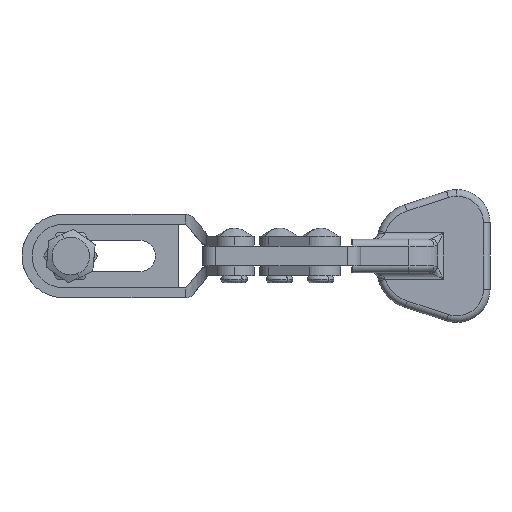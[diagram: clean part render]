
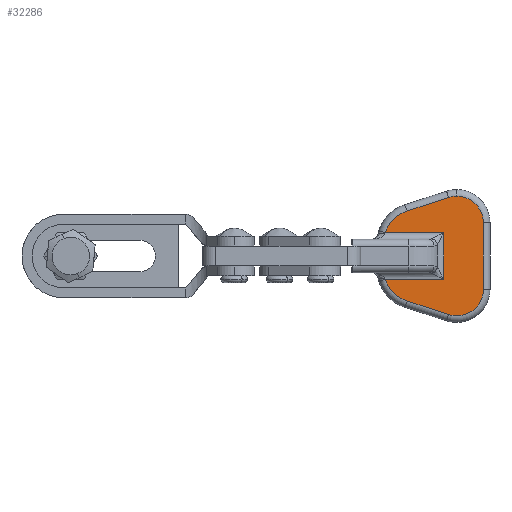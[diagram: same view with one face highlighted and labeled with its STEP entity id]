
A CAD part, front view. The second image highlights one B-rep face of the part: STEP entity #32286.
In plain terms, the highlighted face is planar.
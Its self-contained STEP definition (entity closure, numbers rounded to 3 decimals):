
#573 = FACE_OUTER_BOUND ( 'NONE', #20337, .T. ) ;
#782 = CARTESIAN_POINT ( 'NONE',  ( 17.977, 2.2, 6.389 ) ) ;
#992 = ORIENTED_EDGE ( 'NONE', *, *, #13388, .T. ) ;
#1203 = DIRECTION ( 'NONE',  ( 0., -1., 0. ) ) ;
#1214 = DIRECTION ( 'NONE',  ( 0., -1., 0. ) ) ;
#1335 = VERTEX_POINT ( 'NONE', #25202 ) ;
#1898 = LINE ( 'NONE', #31026, #21406 ) ;
#2083 = DIRECTION ( 'NONE',  ( -1., 0., 0. ) ) ;
#2433 = VERTEX_POINT ( 'NONE', #6019 ) ;
#2816 = AXIS2_PLACEMENT_3D ( 'NONE', #16443, #1203, #19007 ) ;
#2911 = CIRCLE ( 'NONE', #27831, 5. ) ;
#3102 = ORIENTED_EDGE ( 'NONE', *, *, #19269, .T. ) ;
#3335 = DIRECTION ( 'NONE',  ( 0.952, 0., -0.307 ) ) ;
#3380 = CARTESIAN_POINT ( 'NONE',  ( 19.153, 2.2, 6.769 ) ) ;
#3505 = CARTESIAN_POINT ( 'NONE',  ( 23.995, 2.2, 3.5 ) ) ;
#3587 = AXIS2_PLACEMENT_3D ( 'NONE', #7355, #25124, #9941 ) ;
#3696 = CARTESIAN_POINT ( 'NONE',  ( 24.697, 2.2, 3.5 ) ) ;
#4650 = LINE ( 'NONE', #19049, #28467 ) ;
#4982 = CARTESIAN_POINT ( 'NONE',  ( 19.153, 2.2, -6.769 ) ) ;
#5208 = CARTESIAN_POINT ( 'NONE',  ( 30.69, 2.2, 5. ) ) ;
#5525 = CARTESIAN_POINT ( 'NONE',  ( 26.69, 2.2, 5. ) ) ;
#5625 = CIRCLE ( 'NONE', #3587, 5. ) ;
#5757 = DIRECTION ( 'NONE',  ( 0., 0., -1. ) ) ;
#6019 = CARTESIAN_POINT ( 'NONE',  ( 25.461, 2.2, -8.806 ) ) ;
#7124 = ORIENTED_EDGE ( 'NONE', *, *, #13046, .T. ) ;
#7270 = ORIENTED_EDGE ( 'NONE', *, *, #14856, .T. ) ;
#7355 = CARTESIAN_POINT ( 'NONE',  ( 20.69, 2.2, 2.011 ) ) ;
#7531 = CIRCLE ( 'NONE', #26430, 4. ) ;
#7659 = VERTEX_POINT ( 'NONE', #26418 ) ;
#8096 = DIRECTION ( 'NONE',  ( 0., 0., 1. ) ) ;
#8259 = EDGE_CURVE ( 'NONE', #27818, #15033, #4650, .T. ) ;
#9707 = CARTESIAN_POINT ( 'NONE',  ( 14.71, 2.2, -3.5 ) ) ;
#9941 = DIRECTION ( 'NONE',  ( 0., 0., 1. ) ) ;
#10338 = VECTOR ( 'NONE', #2083, 1000. ) ;
#11043 = DIRECTION ( 'NONE',  ( 0., 1., 0. ) ) ;
#12586 = VERTEX_POINT ( 'NONE', #26385 ) ;
#13046 = EDGE_CURVE ( 'NONE', #15033, #29428, #7531, .T. ) ;
#13244 = EDGE_CURVE ( 'NONE', #23670, #1335, #24591, .T. ) ;
#13388 = EDGE_CURVE ( 'NONE', #29428, #7659, #15460, .T. ) ;
#14856 = EDGE_CURVE ( 'NONE', #2433, #27818, #19386, .T. ) ;
#14966 = DIRECTION ( 'NONE',  ( 0., -1., 0. ) ) ;
#15033 = VERTEX_POINT ( 'NONE', #5208 ) ;
#15381 = ORIENTED_EDGE ( 'NONE', *, *, #8259, .T. ) ;
#15460 = CIRCLE ( 'NONE', #25803, 4. ) ;
#16162 = LINE ( 'NONE', #3505, #23706 ) ;
#16443 = CARTESIAN_POINT ( 'NONE',  ( 26.69, 2.2, -5. ) ) ;
#16452 = CARTESIAN_POINT ( 'NONE',  ( 26.69, 2.2, 5. ) ) ;
#17257 = LINE ( 'NONE', #26091, #30777 ) ;
#17599 = ORIENTED_EDGE ( 'NONE', *, *, #19801, .T. ) ;
#17626 = CARTESIAN_POINT ( 'NONE',  ( 24.697, 2.2, -3.5 ) ) ;
#18851 = VERTEX_POINT ( 'NONE', #3380 ) ;
#19007 = DIRECTION ( 'NONE',  ( 0., 0., 1. ) ) ;
#19018 = DIRECTION ( 'NONE',  ( 0., 0., 1. ) ) ;
#19049 = CARTESIAN_POINT ( 'NONE',  ( 30.69, 2.2, -2.011 ) ) ;
#19231 = ORIENTED_EDGE ( 'NONE', *, *, #31236, .T. ) ;
#19260 = VECTOR ( 'NONE', #23681, 1000. ) ;
#19269 = EDGE_CURVE ( 'NONE', #7659, #18851, #26015, .T. ) ;
#19386 = CIRCLE ( 'NONE', #2816, 4. ) ;
#19801 = EDGE_CURVE ( 'NONE', #22432, #23670, #17257, .T. ) ;
#20337 = EDGE_LOOP ( 'NONE', ( #3102, #19231, #29871, #17599, #28164, #26421, #24054, #7270, #15381, #7124, #992 ) ) ;
#21110 = CARTESIAN_POINT ( 'NONE',  ( 20.69, 2.2, -2.011 ) ) ;
#21406 = VECTOR ( 'NONE', #3335, 1000. ) ;
#22432 = VERTEX_POINT ( 'NONE', #3696 ) ;
#22783 = EDGE_CURVE ( 'NONE', #31643, #2433, #1898, .T. ) ;
#23313 = DIRECTION ( 'NONE',  ( 0., -1., 0. ) ) ;
#23670 = VERTEX_POINT ( 'NONE', #17626 ) ;
#23681 = DIRECTION ( 'NONE',  ( -0.952, 0., -0.307 ) ) ;
#23706 = VECTOR ( 'NONE', #28609, 1000. ) ;
#24054 = ORIENTED_EDGE ( 'NONE', *, *, #22783, .T. ) ;
#24591 = LINE ( 'NONE', #9707, #10338 ) ;
#25124 = DIRECTION ( 'NONE',  ( 0., -1., 0. ) ) ;
#25202 = CARTESIAN_POINT ( 'NONE',  ( 15.917, 2.2, -3.5 ) ) ;
#25803 = AXIS2_PLACEMENT_3D ( 'NONE', #5525, #23313, #8096 ) ;
#26015 = LINE ( 'NONE', #782, #19260 ) ;
#26091 = CARTESIAN_POINT ( 'NONE',  ( 24.697, 2.2, -2.5 ) ) ;
#26224 = PLANE ( 'NONE',  #31307 ) ;
#26347 = EDGE_CURVE ( 'NONE', #12586, #22432, #16162, .T. ) ;
#26385 = CARTESIAN_POINT ( 'NONE',  ( 15.917, 2.2, 3.5 ) ) ;
#26418 = CARTESIAN_POINT ( 'NONE',  ( 25.461, 2.2, 8.806 ) ) ;
#26421 = ORIENTED_EDGE ( 'NONE', *, *, #29312, .T. ) ;
#26430 = AXIS2_PLACEMENT_3D ( 'NONE', #16452, #1214, #19018 ) ;
#27818 = VERTEX_POINT ( 'NONE', #31414 ) ;
#27831 = AXIS2_PLACEMENT_3D ( 'NONE', #30169, #14966, #32746 ) ;
#28164 = ORIENTED_EDGE ( 'NONE', *, *, #13244, .T. ) ;
#28467 = VECTOR ( 'NONE', #31723, 1000. ) ;
#28609 = DIRECTION ( 'NONE',  ( 1., 0., 0. ) ) ;
#28752 = DIRECTION ( 'NONE',  ( 0., 0., 1. ) ) ;
#29312 = EDGE_CURVE ( 'NONE', #1335, #31643, #2911, .T. ) ;
#29428 = VERTEX_POINT ( 'NONE', #30505 ) ;
#29871 = ORIENTED_EDGE ( 'NONE', *, *, #26347, .T. ) ;
#30169 = CARTESIAN_POINT ( 'NONE',  ( 20.69, 2.2, -2.011 ) ) ;
#30505 = CARTESIAN_POINT ( 'NONE',  ( 26.69, 2.2, 9. ) ) ;
#30777 = VECTOR ( 'NONE', #5757, 1000. ) ;
#31026 = CARTESIAN_POINT ( 'NONE',  ( 19.153, 2.2, -6.769 ) ) ;
#31236 = EDGE_CURVE ( 'NONE', #18851, #12586, #5625, .T. ) ;
#31307 = AXIS2_PLACEMENT_3D ( 'NONE', #21110, #11043, #28752 ) ;
#31414 = CARTESIAN_POINT ( 'NONE',  ( 30.69, 2.2, -5. ) ) ;
#31643 = VERTEX_POINT ( 'NONE', #4982 ) ;
#31723 = DIRECTION ( 'NONE',  ( 0., 0., 1. ) ) ;
#32286 = ADVANCED_FACE ( 'NONE', ( #573 ), #26224, .F. ) ;
#32746 = DIRECTION ( 'NONE',  ( 0., 0., 1. ) ) ;
